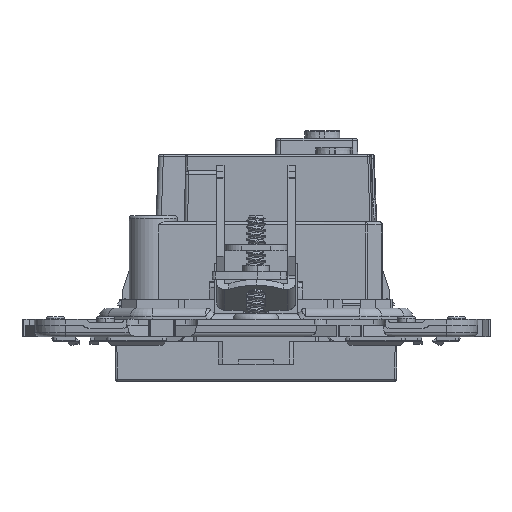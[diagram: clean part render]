
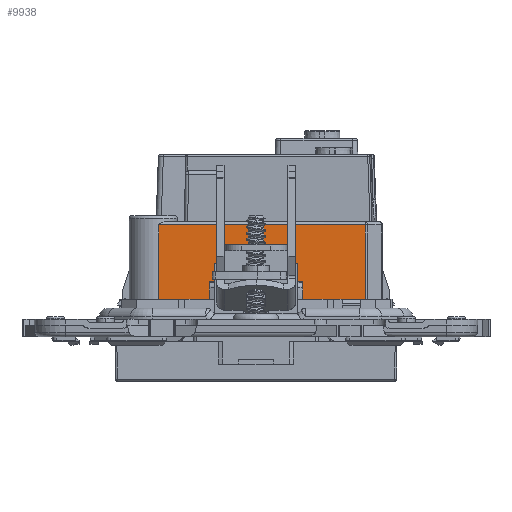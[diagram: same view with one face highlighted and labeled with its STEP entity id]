
A CAD part, front view. The second image highlights one B-rep face of the part: STEP entity #9938.
In plain terms, the highlighted planar face has unit normal (0, -1, 0).
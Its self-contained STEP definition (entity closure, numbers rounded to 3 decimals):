
#1048 = VECTOR ( 'NONE', #19671, 1000. ) ;
#1894 = CARTESIAN_POINT ( 'NONE',  ( -0.5, -209.385, 11.187 ) ) ;
#2469 = VERTEX_POINT ( 'NONE', #20070 ) ;
#4559 = VECTOR ( 'NONE', #40399, 1000. ) ;
#7367 = VECTOR ( 'NONE', #59418, 1000. ) ;
#9598 = EDGE_CURVE ( 'NONE', #98918, #51854, #102027, .T. ) ;
#9938 = ADVANCED_FACE ( 'NONE', ( #97579 ), #107767, .T. ) ;
#11782 = LINE ( 'NONE', #44445, #50602 ) ;
#12391 = DIRECTION ( 'NONE',  ( 0., 0., -1. ) ) ;
#14079 = AXIS2_PLACEMENT_3D ( 'NONE', #96143, #96830, #141819 ) ;
#14861 = CARTESIAN_POINT ( 'NONE',  ( 15.95, -209.385, 7.687 ) ) ;
#15873 = CARTESIAN_POINT ( 'NONE',  ( -0.5, -209.385, 7.687 ) ) ;
#17366 = CARTESIAN_POINT ( 'NONE',  ( -16.028, -209.385, 3.07 ) ) ;
#19072 = CARTESIAN_POINT ( 'NONE',  ( -8., -209.385, 11.187 ) ) ;
#19671 = DIRECTION ( 'NONE',  ( 1., 0., 0. ) ) ;
#20070 = CARTESIAN_POINT ( 'NONE',  ( 7., -209.385, 3.687 ) ) ;
#20187 = CARTESIAN_POINT ( 'NONE',  ( 15.05, -209.385, 3.687 ) ) ;
#20759 = CARTESIAN_POINT ( 'NONE',  ( -16.028, -209.385, 20.27 ) ) ;
#21874 = CARTESIAN_POINT ( 'NONE',  ( 15.95, -209.385, 3.687 ) ) ;
#22107 = DIRECTION ( 'NONE',  ( 0., 0., 1. ) ) ;
#22782 = CARTESIAN_POINT ( 'NONE',  ( 16.943, -209.385, 3.687 ) ) ;
#24137 = CARTESIAN_POINT ( 'NONE',  ( 15.95, -209.385, 3.687 ) ) ;
#25481 = CARTESIAN_POINT ( 'NONE',  ( 15.05, -209.385, 3.687 ) ) ;
#26079 = EDGE_CURVE ( 'NONE', #121641, #72776, #111831, .T. ) ;
#29626 = LINE ( 'NONE', #17366, #105833 ) ;
#31635 = LINE ( 'NONE', #20759, #4559 ) ;
#40399 = DIRECTION ( 'NONE',  ( -1., 0., 0. ) ) ;
#40813 = CARTESIAN_POINT ( 'NONE',  ( -8., -209.385, 3.687 ) ) ;
#41681 = VERTEX_POINT ( 'NONE', #135983 ) ;
#42231 = DIRECTION ( 'NONE',  ( 0., 0., -1. ) ) ;
#43557 = DIRECTION ( 'NONE',  ( 0., 0., 1. ) ) ;
#44031 = VERTEX_POINT ( 'NONE', #79016 ) ;
#44445 = CARTESIAN_POINT ( 'NONE',  ( 5.414, -209.385, 3.687 ) ) ;
#46159 = DIRECTION ( 'NONE',  ( -1., 0., 0. ) ) ;
#49633 = LINE ( 'NONE', #106188, #83748 ) ;
#49931 = EDGE_CURVE ( 'NONE', #118726, #41681, #49633, .T. ) ;
#50051 = EDGE_CURVE ( 'NONE', #92709, #121641, #84098, .T. ) ;
#50602 = VECTOR ( 'NONE', #112648, 1000. ) ;
#51854 = VERTEX_POINT ( 'NONE', #19072 ) ;
#53241 = VECTOR ( 'NONE', #131902, 1000. ) ;
#59418 = DIRECTION ( 'NONE',  ( 1., 0., 0. ) ) ;
#59444 = LINE ( 'NONE', #20187, #53241 ) ;
#60476 = ORIENTED_EDGE ( 'NONE', *, *, #62296, .F. ) ;
#61259 = EDGE_CURVE ( 'NONE', #2469, #63699, #11782, .T. ) ;
#61597 = DIRECTION ( 'NONE',  ( 0., 0., 1. ) ) ;
#62296 = EDGE_CURVE ( 'NONE', #51854, #41681, #97364, .T. ) ;
#62590 = CARTESIAN_POINT ( 'NONE',  ( -16.028, -209.385, 20.27 ) ) ;
#63699 = VERTEX_POINT ( 'NONE', #25481 ) ;
#69524 = ORIENTED_EDGE ( 'NONE', *, *, #50051, .T. ) ;
#70957 = EDGE_CURVE ( 'NONE', #83172, #44031, #85996, .T. ) ;
#72453 = EDGE_CURVE ( 'NONE', #118726, #74695, #29626, .T. ) ;
#72776 = VERTEX_POINT ( 'NONE', #24137 ) ;
#73446 = ORIENTED_EDGE ( 'NONE', *, *, #107050, .T. ) ;
#74256 = VECTOR ( 'NONE', #46159, 1000. ) ;
#74695 = VERTEX_POINT ( 'NONE', #62590 ) ;
#77991 = CARTESIAN_POINT ( 'NONE',  ( -16.028, -209.385, 3.687 ) ) ;
#79016 = CARTESIAN_POINT ( 'NONE',  ( 16.943, -209.385, 20.27 ) ) ;
#82208 = VECTOR ( 'NONE', #22107, 1000. ) ;
#83172 = VERTEX_POINT ( 'NONE', #113637 ) ;
#83748 = VECTOR ( 'NONE', #105500, 1000. ) ;
#84098 = LINE ( 'NONE', #15873, #7367 ) ;
#85954 = ORIENTED_EDGE ( 'NONE', *, *, #120621, .T. ) ;
#85996 = LINE ( 'NONE', #22782, #82208 ) ;
#87167 = LINE ( 'NONE', #100865, #130788 ) ;
#87310 = ORIENTED_EDGE ( 'NONE', *, *, #70957, .T. ) ;
#88501 = VECTOR ( 'NONE', #12391, 1000. ) ;
#92207 = CARTESIAN_POINT ( 'NONE',  ( 15.05, -209.385, 7.687 ) ) ;
#92709 = VERTEX_POINT ( 'NONE', #92207 ) ;
#93077 = ORIENTED_EDGE ( 'NONE', *, *, #61259, .T. ) ;
#96143 = CARTESIAN_POINT ( 'NONE',  ( -20.65, -209.385, 3.687 ) ) ;
#96555 = LINE ( 'NONE', #116962, #1048 ) ;
#96830 = DIRECTION ( 'NONE',  ( 0., -1., 0. ) ) ;
#97364 = LINE ( 'NONE', #40813, #111112 ) ;
#97561 = ORIENTED_EDGE ( 'NONE', *, *, #26079, .T. ) ;
#97579 = FACE_OUTER_BOUND ( 'NONE', #99626, .T. ) ;
#98918 = VERTEX_POINT ( 'NONE', #139191 ) ;
#99626 = EDGE_LOOP ( 'NONE', ( #87310, #85954, #104246, #129083, #60476, #109149, #114521, #93077, #119144, #69524, #97561, #73446 ) ) ;
#99972 = EDGE_CURVE ( 'NONE', #92709, #63699, #59444, .T. ) ;
#100865 = CARTESIAN_POINT ( 'NONE',  ( 7., -209.385, 3.687 ) ) ;
#102027 = LINE ( 'NONE', #1894, #74256 ) ;
#104246 = ORIENTED_EDGE ( 'NONE', *, *, #72453, .F. ) ;
#105500 = DIRECTION ( 'NONE',  ( 1., 0., 0. ) ) ;
#105833 = VECTOR ( 'NONE', #61597, 1000. ) ;
#106188 = CARTESIAN_POINT ( 'NONE',  ( -17.943, -209.385, 3.687 ) ) ;
#107050 = EDGE_CURVE ( 'NONE', #72776, #83172, #96555, .T. ) ;
#107767 = PLANE ( 'NONE',  #14079 ) ;
#109149 = ORIENTED_EDGE ( 'NONE', *, *, #9598, .F. ) ;
#111112 = VECTOR ( 'NONE', #42231, 1000. ) ;
#111831 = LINE ( 'NONE', #21874, #88501 ) ;
#112648 = DIRECTION ( 'NONE',  ( 1., 0., 0. ) ) ;
#113637 = CARTESIAN_POINT ( 'NONE',  ( 16.943, -209.385, 3.687 ) ) ;
#114521 = ORIENTED_EDGE ( 'NONE', *, *, #128973, .F. ) ;
#116962 = CARTESIAN_POINT ( 'NONE',  ( 5.414, -209.385, 3.687 ) ) ;
#118726 = VERTEX_POINT ( 'NONE', #77991 ) ;
#119144 = ORIENTED_EDGE ( 'NONE', *, *, #99972, .F. ) ;
#120621 = EDGE_CURVE ( 'NONE', #44031, #74695, #31635, .T. ) ;
#121641 = VERTEX_POINT ( 'NONE', #14861 ) ;
#128973 = EDGE_CURVE ( 'NONE', #2469, #98918, #87167, .T. ) ;
#129083 = ORIENTED_EDGE ( 'NONE', *, *, #49931, .T. ) ;
#130788 = VECTOR ( 'NONE', #43557, 1000. ) ;
#131902 = DIRECTION ( 'NONE',  ( 0., 0., -1. ) ) ;
#135983 = CARTESIAN_POINT ( 'NONE',  ( -8., -209.385, 3.687 ) ) ;
#139191 = CARTESIAN_POINT ( 'NONE',  ( 7., -209.385, 11.187 ) ) ;
#141819 = DIRECTION ( 'NONE',  ( 0., 0., -1. ) ) ;
